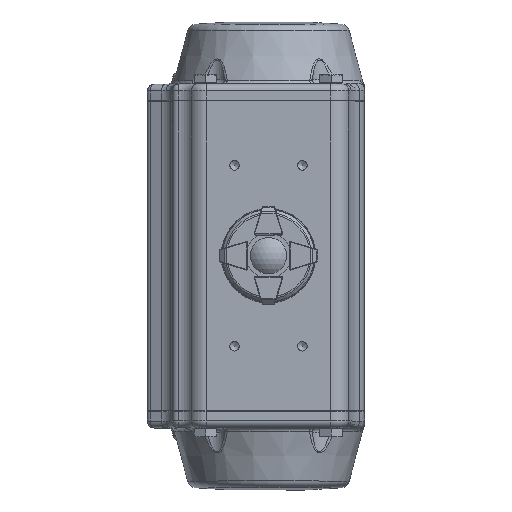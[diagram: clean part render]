
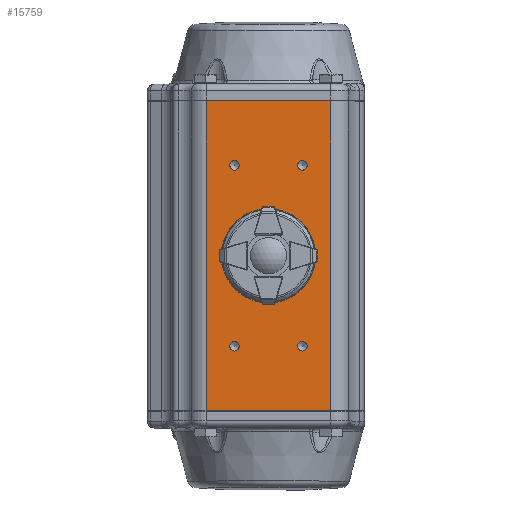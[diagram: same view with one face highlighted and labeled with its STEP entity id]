
A CAD part, top view. The second image highlights one B-rep face of the part: STEP entity #15759.
In plain terms, the highlighted face is planar.
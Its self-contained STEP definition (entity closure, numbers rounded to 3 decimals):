
#1073=PLANE('',#17315);
#1799=LINE('',#29750,#2686);
#1814=LINE('',#29823,#2701);
#1829=LINE('',#29886,#2716);
#1830=LINE('',#29888,#2717);
#2686=VECTOR('',#20756,1000.);
#2701=VECTOR('',#20815,1000.);
#2716=VECTOR('',#20872,1000.);
#2717=VECTOR('',#20875,1000.);
#6132=ORIENTED_EDGE('',*,*,#8455,.F.);
#6133=ORIENTED_EDGE('',*,*,#8523,.F.);
#6134=ORIENTED_EDGE('',*,*,#8491,.T.);
#6135=ORIENTED_EDGE('',*,*,#8524,.T.);
#6136=ORIENTED_EDGE('',*,*,#8117,.T.);
#6137=ORIENTED_EDGE('',*,*,#8109,.F.);
#6138=ORIENTED_EDGE('',*,*,#8111,.F.);
#6139=ORIENTED_EDGE('',*,*,#8113,.F.);
#6140=ORIENTED_EDGE('',*,*,#8115,.F.);
#8109=EDGE_CURVE('',#9730,#9730,#10669,.T.);
#8111=EDGE_CURVE('',#9733,#9733,#10671,.T.);
#8113=EDGE_CURVE('',#9736,#9736,#10673,.T.);
#8115=EDGE_CURVE('',#9739,#9739,#10675,.T.);
#8117=EDGE_CURVE('',#9741,#9741,#10677,.T.);
#8455=EDGE_CURVE('',#9950,#9951,#1799,.T.);
#8491=EDGE_CURVE('',#9987,#9986,#1814,.T.);
#8523=EDGE_CURVE('',#9987,#9950,#1829,.T.);
#8524=EDGE_CURVE('',#9986,#9951,#1830,.T.);
#9730=VERTEX_POINT('',#27114);
#9733=VERTEX_POINT('',#27121);
#9736=VERTEX_POINT('',#27128);
#9739=VERTEX_POINT('',#27135);
#9741=VERTEX_POINT('',#27140);
#9950=VERTEX_POINT('',#29749);
#9951=VERTEX_POINT('',#29751);
#9986=VERTEX_POINT('',#29822);
#9987=VERTEX_POINT('',#29824);
#10669=CIRCLE('',#16939,2.1);
#10671=CIRCLE('',#16943,2.1);
#10673=CIRCLE('',#16947,2.1);
#10675=CIRCLE('',#16951,2.1);
#10677=CIRCLE('',#16954,15.8);
#11898=EDGE_LOOP('',(#6132,#6133,#6134,#6135));
#11899=EDGE_LOOP('',(#6136));
#11900=EDGE_LOOP('',(#6137));
#11901=EDGE_LOOP('',(#6138));
#11902=EDGE_LOOP('',(#6139));
#11903=EDGE_LOOP('',(#6140));
#13021=FACE_BOUND('',#11898,.T.);
#13022=FACE_BOUND('',#11899,.T.);
#13023=FACE_BOUND('',#11900,.T.);
#13024=FACE_BOUND('',#11901,.T.);
#13025=FACE_BOUND('',#11902,.T.);
#13026=FACE_BOUND('',#11903,.T.);
#15759=ADVANCED_FACE('',(#13021,#13022,#13023,#13024,#13025,#13026),#1073,
 .T.);
#16939=AXIS2_PLACEMENT_3D('',#27113,#20050,#20051);
#16943=AXIS2_PLACEMENT_3D('',#27120,#20058,#20059);
#16947=AXIS2_PLACEMENT_3D('',#27127,#20066,#20067);
#16951=AXIS2_PLACEMENT_3D('',#27134,#20074,#20075);
#16954=AXIS2_PLACEMENT_3D('',#27139,#20080,#20081);
#17315=AXIS2_PLACEMENT_3D('',#30022,#21013,#21014);
#20050=DIRECTION('',(0.,1.,0.));
#20051=DIRECTION('',(0.,0.,1.));
#20058=DIRECTION('',(0.,1.,0.));
#20059=DIRECTION('',(0.,0.,1.));
#20066=DIRECTION('',(0.,1.,0.));
#20067=DIRECTION('',(0.,0.,1.));
#20074=DIRECTION('',(0.,1.,0.));
#20075=DIRECTION('',(0.,0.,1.));
#20080=DIRECTION('',(0.,-1.,0.));
#20081=DIRECTION('',(-1.,0.,0.));
#20756=DIRECTION('',(1.,0.,0.));
#20815=DIRECTION('',(1.,0.,0.));
#20872=DIRECTION('',(0.,0.,-1.));
#20875=DIRECTION('',(0.,0.,-1.));
#21013=DIRECTION('',(0.,1.,0.));
#21014=DIRECTION('',(1.,0.,0.));
#27113=CARTESIAN_POINT('',(15.,51.,40.));
#27114=CARTESIAN_POINT('',(15.,51.,42.1));
#27120=CARTESIAN_POINT('',(-15.,51.,40.));
#27121=CARTESIAN_POINT('',(-15.,51.,42.1));
#27127=CARTESIAN_POINT('',(15.,51.,-40.));
#27128=CARTESIAN_POINT('',(15.,51.,-37.9));
#27134=CARTESIAN_POINT('',(-15.,51.,-40.));
#27135=CARTESIAN_POINT('',(-15.,51.,-37.9));
#27139=CARTESIAN_POINT('',(0.,51.,0.));
#27140=CARTESIAN_POINT('',(-15.8,51.,0.));
#29749=CARTESIAN_POINT('',(-27.474,51.,-68.5));
#29750=CARTESIAN_POINT('',(-27.474,51.,-68.5));
#29751=CARTESIAN_POINT('',(27.474,51.,-68.5));
#29822=CARTESIAN_POINT('',(27.474,51.,68.5));
#29823=CARTESIAN_POINT('',(-27.474,51.,68.5));
#29824=CARTESIAN_POINT('',(-27.474,51.,68.5));
#29886=CARTESIAN_POINT('',(-27.474,51.,68.5));
#29888=CARTESIAN_POINT('',(27.474,51.,68.5));
#30022=CARTESIAN_POINT('',(-27.474,51.,68.5));
